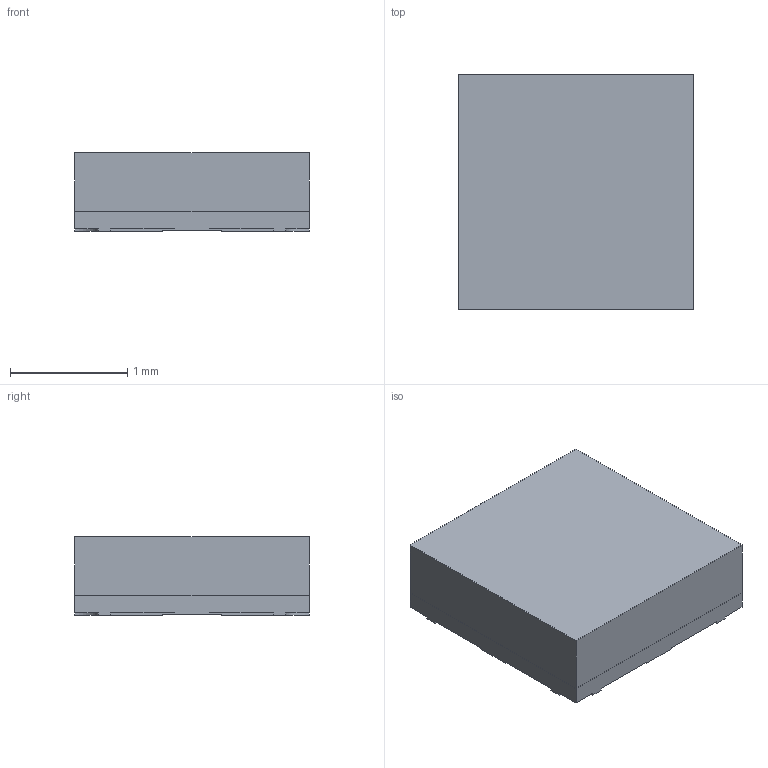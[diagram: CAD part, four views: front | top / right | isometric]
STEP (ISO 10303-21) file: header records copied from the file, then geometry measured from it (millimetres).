
FILE_DESCRIPTION(/* description */ (''),/* implementation_level */ '2;1');
FILE_NAME(/* name */ 'SK6812-EC20.step',/* time_stamp */ '2023-10-22T16:28:25+08:00',/* author */ (''),/* organization */ (''),/* preprocessor_version */ 'ST-DEVELOPER v19.2',/* originating_system */ 'Autodesk Translation Framework v12.6.0.85',/* authorisation */ '');
FILE_SCHEMA (('AUTOMOTIVE_DESIGN { 1 0 10303 214 3 1 1 }'));
Length unit declared in the file: millimetre
Products named in the file (5): 3D_PCB1_2023-10-22; COMPOUND; LED1; LED-SMD_4P-L2.0-W2.0-BR; COMPOUND (1)
Assembly tree (4 placements, depth 4):
  3D_PCB1_2023-10-22
    COMPOUND
    LED1
      LED-SMD_4P-L2.0-W2.0-BR
        COMPOUND (1)
Bounding box: 2 x 2 x 0.67 mm (x, y, z)
Volume: 2.7 mm3; surface area: 21.7 mm2
Topology: 2 solids, 2 shells, 68 faces, 189 edges, 126 vertices
Faces by surface type: plane 56, cylinder 12
Entity records: 2368 total; most frequent: CARTESIAN_POINT 392, ORIENTED_EDGE 378, DIRECTION 367, EDGE_CURVE 189, LINE 165, VECTOR 165, VERTEX_POINT 126, AXIS2_PLACEMENT_3D 101
